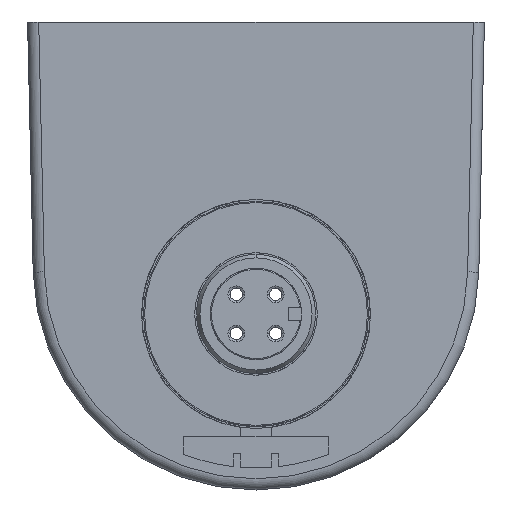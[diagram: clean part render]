
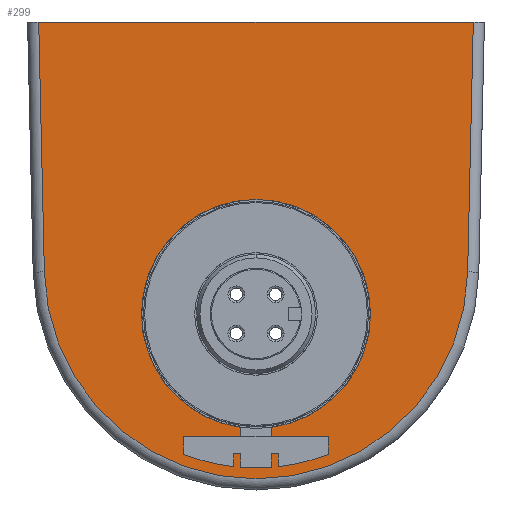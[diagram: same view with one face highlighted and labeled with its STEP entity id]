
A CAD part, front view. The second image highlights one B-rep face of the part: STEP entity #299.
In plain terms, the highlighted planar face has unit normal (0, -1, 0).
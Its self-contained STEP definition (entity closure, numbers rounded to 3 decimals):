
#299=ADVANCED_FACE('',(#873,#874),#875,.F.);
#873=FACE_OUTER_BOUND('',#1602,.T.);
#874=FACE_BOUND('',#1603,.T.);
#875=PLANE('',#1604);
#1602=EDGE_LOOP('',(#4160,#4161,#4162,#4163));
#1603=EDGE_LOOP('',(#4164,#4165,#4166,#4167,#4168,#4169,#4170,#4171,#4172,#4173,#4174,#4175,#4176,#4177,#4178,#4179,#4180,#4181));
#1604=AXIS2_PLACEMENT_3D('',#4182,#4183,#4184);
#4160=ORIENTED_EDGE('',*,*,#5782,.F.);
#4161=ORIENTED_EDGE('',*,*,#5783,.T.);
#4162=ORIENTED_EDGE('',*,*,#5784,.T.);
#4163=ORIENTED_EDGE('',*,*,#5785,.T.);
#4164=ORIENTED_EDGE('',*,*,#5786,.F.);
#4165=ORIENTED_EDGE('',*,*,#5787,.T.);
#4166=ORIENTED_EDGE('',*,*,#5788,.F.);
#4167=ORIENTED_EDGE('',*,*,#5789,.F.);
#4168=ORIENTED_EDGE('',*,*,#5790,.F.);
#4169=ORIENTED_EDGE('',*,*,#5791,.F.);
#4170=ORIENTED_EDGE('',*,*,#5792,.F.);
#4171=ORIENTED_EDGE('',*,*,#5793,.T.);
#4172=ORIENTED_EDGE('',*,*,#5794,.F.);
#4173=ORIENTED_EDGE('',*,*,#5795,.F.);
#4174=ORIENTED_EDGE('',*,*,#5796,.F.);
#4175=ORIENTED_EDGE('',*,*,#5797,.F.);
#4176=ORIENTED_EDGE('',*,*,#5798,.F.);
#4177=ORIENTED_EDGE('',*,*,#5799,.T.);
#4178=ORIENTED_EDGE('',*,*,#5800,.F.);
#4179=ORIENTED_EDGE('',*,*,#5762,.T.);
#4180=ORIENTED_EDGE('',*,*,#5766,.T.);
#4181=ORIENTED_EDGE('',*,*,#5801,.T.);
#4182=CARTESIAN_POINT('',(0.0,0.0,0.0));
#4183=DIRECTION('',(-0.0,1.0,0.0));
#4184=DIRECTION('',(1.0,0.0,0.0));
#5762=EDGE_CURVE('',#6923,#6921,#6924,.T.);
#5766=EDGE_CURVE('',#6921,#6928,#6931,.T.);
#5782=EDGE_CURVE('',#6961,#6962,#6963,.T.);
#5783=EDGE_CURVE('',#6961,#6964,#6965,.T.);
#5784=EDGE_CURVE('',#6964,#6966,#6967,.T.);
#5785=EDGE_CURVE('',#6966,#6962,#6968,.T.);
#5786=EDGE_CURVE('',#6969,#6970,#6971,.T.);
#5787=EDGE_CURVE('',#6969,#6972,#6973,.T.);
#5788=EDGE_CURVE('',#6974,#6972,#6975,.T.);
#5789=EDGE_CURVE('',#6976,#6974,#6977,.T.);
#5790=EDGE_CURVE('',#6978,#6976,#6979,.T.);
#5791=EDGE_CURVE('',#6980,#6978,#6981,.T.);
#5792=EDGE_CURVE('',#6982,#6980,#6983,.T.);
#5793=EDGE_CURVE('',#6982,#6984,#6985,.T.);
#5794=EDGE_CURVE('',#6986,#6984,#6987,.T.);
#5795=EDGE_CURVE('',#6988,#6986,#6989,.T.);
#5796=EDGE_CURVE('',#6990,#6988,#6991,.T.);
#5797=EDGE_CURVE('',#6992,#6990,#6993,.T.);
#5798=EDGE_CURVE('',#6994,#6992,#6995,.T.);
#5799=EDGE_CURVE('',#6994,#6996,#6997,.T.);
#5800=EDGE_CURVE('',#6923,#6996,#6998,.T.);
#5801=EDGE_CURVE('',#6928,#6970,#6999,.T.);
#6921=VERTEX_POINT('',#8592);
#6923=VERTEX_POINT('',#8595);
#6924=CIRCLE('',#8596,10.276);
#6928=VERTEX_POINT('',#8601);
#6931=CIRCLE('',#8605,10.276);
#6961=VERTEX_POINT('',#8703);
#6962=VERTEX_POINT('',#8704);
#6963=LINE('',#8705,#8706);
#6964=VERTEX_POINT('',#8707);
#6965=LINE('',#8708,#8709);
#6966=VERTEX_POINT('',#8710);
#6967=CIRCLE('',#8711,19.);
#6968=LINE('',#8712,#8713);
#6969=VERTEX_POINT('',#8714);
#6970=VERTEX_POINT('',#8715);
#6971=LINE('',#8716,#8717);
#6972=VERTEX_POINT('',#8718);
#6973=LINE('',#8719,#8720);
#6974=VERTEX_POINT('',#8721);
#6975=LINE('',#8722,#8723);
#6976=VERTEX_POINT('',#8724);
#6977=CIRCLE('',#8725,18.014);
#6978=VERTEX_POINT('',#8726);
#6979=LINE('',#8727,#8728);
#6980=VERTEX_POINT('',#8729);
#6981=LINE('',#8730,#8731);
#6982=VERTEX_POINT('',#8732);
#6983=LINE('',#8733,#8734);
#6984=VERTEX_POINT('',#8735);
#6985=CIRCLE('',#8736,18.014);
#6986=VERTEX_POINT('',#8737);
#6987=LINE('',#8738,#8739);
#6988=VERTEX_POINT('',#8740);
#6989=LINE('',#8741,#8742);
#6990=VERTEX_POINT('',#8743);
#6991=LINE('',#8744,#8745);
#6992=VERTEX_POINT('',#8746);
#6993=CIRCLE('',#8747,18.014);
#6994=VERTEX_POINT('',#8748);
#6995=LINE('',#8749,#8750);
#6996=VERTEX_POINT('',#8751);
#6997=LINE('',#8752,#8753);
#6998=LINE('',#8754,#8755);
#6999=CIRCLE('',#8756,10.276);
#8592=CARTESIAN_POINT('',(-10.276,0.,-3.75));
#8595=CARTESIAN_POINT('',(-1.375,0.0,-13.934));
#8596=AXIS2_PLACEMENT_3D('',#11279,#11280,#11281);
#8601=CARTESIAN_POINT('',(10.276,0.,-3.75));
#8605=AXIS2_PLACEMENT_3D('',#11287,#11288,#11289);
#8703=CARTESIAN_POINT('',(-19.5,0.0,22.45));
#8704=CARTESIAN_POINT('',(19.5,0.0,22.45));
#8705=CARTESIAN_POINT('',(-19.5,0.0,22.45));
#8706=VECTOR('',#11313,38.999);
#8707=CARTESIAN_POINT('',(-18.995,0.0,0.022));
#8708=CARTESIAN_POINT('',(-19.5,0.0,22.45));
#8709=VECTOR('',#11314,22.433);
#8710=CARTESIAN_POINT('',(18.995,0.0,0.022));
#8711=AXIS2_PLACEMENT_3D('',#11315,#11316,#11317);
#8712=CARTESIAN_POINT('',(18.995,0.0,0.022));
#8713=VECTOR('',#11318,22.433);
#8714=CARTESIAN_POINT('',(1.375,0.0,-14.75));
#8715=CARTESIAN_POINT('',(1.375,0.0,-13.934));
#8716=CARTESIAN_POINT('',(1.375,0.0,-14.75));
#8717=VECTOR('',#11319,0.816);
#8718=CARTESIAN_POINT('',(6.5,0.0,-14.75));
#8719=CARTESIAN_POINT('',(1.375,0.0,-14.75));
#8720=VECTOR('',#11320,5.125);
#8721=CARTESIAN_POINT('',(6.5,0.0,-16.35));
#8722=CARTESIAN_POINT('',(6.5,0.0,-16.35));
#8723=VECTOR('',#11321,1.6);
#8724=CARTESIAN_POINT('',(2.0,0.0,-17.452));
#8725=AXIS2_PLACEMENT_3D('',#11322,#11323,#11324);
#8726=CARTESIAN_POINT('',(2.0,0.0,-16.288));
#8727=CARTESIAN_POINT('',(2.0,0.0,-16.288));
#8728=VECTOR('',#11325,1.164);
#8729=CARTESIAN_POINT('',(1.35,0.0,-16.288));
#8730=CARTESIAN_POINT('',(1.35,0.0,-16.288));
#8731=VECTOR('',#11326,0.65);
#8732=CARTESIAN_POINT('',(1.35,0.0,-17.513));
#8733=CARTESIAN_POINT('',(1.35,0.0,-17.513));
#8734=VECTOR('',#11327,1.225);
#8735=CARTESIAN_POINT('',(-1.35,0.0,-17.513));
#8736=AXIS2_PLACEMENT_3D('',#11328,#11329,#11330);
#8737=CARTESIAN_POINT('',(-1.35,0.0,-16.288));
#8738=CARTESIAN_POINT('',(-1.35,0.0,-16.288));
#8739=VECTOR('',#11331,1.225);
#8740=CARTESIAN_POINT('',(-2.0,0.0,-16.288));
#8741=CARTESIAN_POINT('',(-2.0,0.0,-16.288));
#8742=VECTOR('',#11332,0.65);
#8743=CARTESIAN_POINT('',(-2.0,0.0,-17.452));
#8744=CARTESIAN_POINT('',(-2.0,0.0,-17.452));
#8745=VECTOR('',#11333,1.164);
#8746=CARTESIAN_POINT('',(-6.5,0.0,-16.35));
#8747=AXIS2_PLACEMENT_3D('',#11334,#11335,#11336);
#8748=CARTESIAN_POINT('',(-6.5,0.0,-14.75));
#8749=CARTESIAN_POINT('',(-6.5,0.0,-14.75));
#8750=VECTOR('',#11337,1.6);
#8751=CARTESIAN_POINT('',(-1.375,0.0,-14.75));
#8752=CARTESIAN_POINT('',(-6.5,0.0,-14.75));
#8753=VECTOR('',#11338,5.125);
#8754=CARTESIAN_POINT('',(-1.375,0.0,-13.934));
#8755=VECTOR('',#11339,0.816);
#8756=AXIS2_PLACEMENT_3D('',#11340,#11341,#11342);
#11279=CARTESIAN_POINT('',(0.0,0.,-3.75));
#11280=DIRECTION('',(0.0,1.0,0.0));
#11281=DIRECTION('',(-0.134,0.0,-0.991));
#11287=CARTESIAN_POINT('',(0.0,0.,-3.75));
#11288=DIRECTION('',(0.0,1.0,0.0));
#11289=DIRECTION('',(-0.134,0.0,-0.991));
#11313=DIRECTION('',(1.0,0.0,0.0));
#11314=DIRECTION('',(0.022,0.0,-1.));
#11315=CARTESIAN_POINT('',(0.0,0.0,0.45));
#11316=DIRECTION('',(0.0,-1.0,-0.0));
#11317=DIRECTION('',(-1.,0.0,-0.022));
#11318=DIRECTION('',(0.022,0.0,1.));
#11319=DIRECTION('',(0.0,0.0,1.0));
#11320=DIRECTION('',(1.0,0.0,0.0));
#11321=DIRECTION('',(0.0,0.0,1.0));
#11322=CARTESIAN_POINT('',(0.0,0.0,0.45));
#11323=DIRECTION('',(0.0,-1.0,0.0));
#11324=DIRECTION('',(0.111,0.0,-0.994));
#11325=DIRECTION('',(0.0,0.0,-1.0));
#11326=DIRECTION('',(1.0,0.0,0.0));
#11327=DIRECTION('',(0.0,0.0,1.0));
#11328=CARTESIAN_POINT('',(0.0,0.0,0.45));
#11329=DIRECTION('',(0.0,1.0,0.0));
#11330=DIRECTION('',(0.075,0.0,-0.997));
#11331=DIRECTION('',(0.0,0.0,-1.0));
#11332=DIRECTION('',(1.0,0.0,0.0));
#11333=DIRECTION('',(0.0,0.0,1.0));
#11334=CARTESIAN_POINT('',(0.0,0.0,0.45));
#11335=DIRECTION('',(0.0,-1.0,-0.0));
#11336=DIRECTION('',(-0.361,0.0,-0.933));
#11337=DIRECTION('',(0.0,0.0,-1.0));
#11338=DIRECTION('',(1.0,0.0,0.0));
#11339=DIRECTION('',(0.0,0.0,-1.0));
#11340=CARTESIAN_POINT('',(0.0,0.,-3.75));
#11341=DIRECTION('',(0.0,1.0,0.0));
#11342=DIRECTION('',(-0.134,0.0,-0.991));
